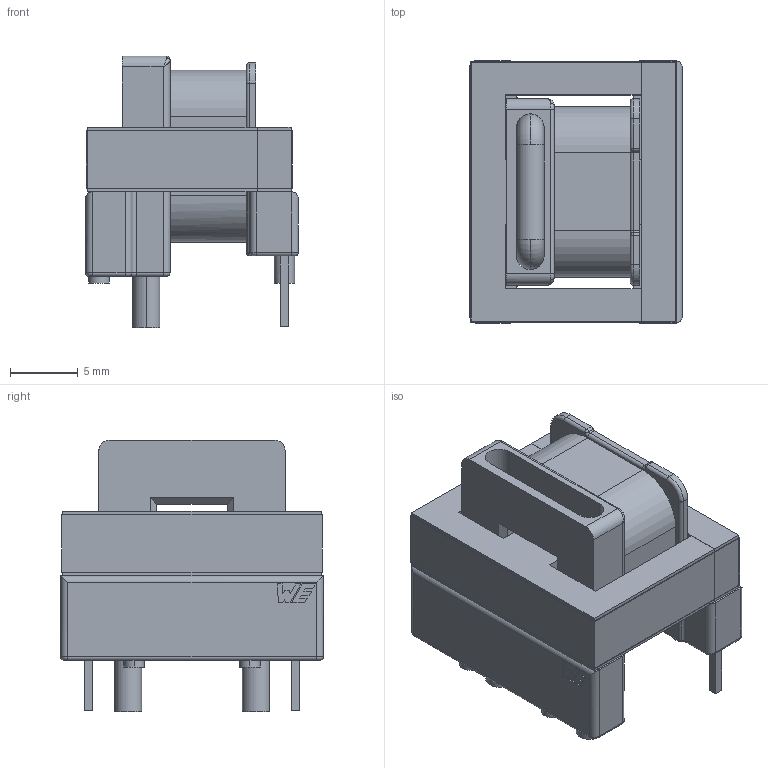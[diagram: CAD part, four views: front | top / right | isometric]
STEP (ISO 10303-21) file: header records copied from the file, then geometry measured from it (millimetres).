
FILE_DESCRIPTION(/* description */ ('Unknown'),/* implementation_level */ '2;1');
FILE_NAME(/* name */ 'T_Wurth_WE-CSTLF-EI187',/* time_stamp */ '2025-04-24T14:43:56+08:00',/* author */ ('Unknown'),/* organization */ ('Unknown'),/* preprocessor_version */ 'ST-DEVELOPER v19.4',/* originating_system */ 'Solid Edge',/* authorisation */ 'Unknown');
FILE_SCHEMA (('AUTOMOTIVE_DESIGN {1 0 10303 214 3 1 1}'));
Length unit declared in the file: millimetre
Products named in the file (2): T_Wurth_WE-CSTLF-EI187
Assembly tree (1 placements, depth 2):
  T_Wurth_WE-CSTLF-EI187
    T_Wurth_WE-CSTLF-EI187
Bounding box: 15.63 x 19.3 x 20 mm (x, y, z)
Volume: 2987.5 mm3; surface area: 3807.2 mm2
Topology: 5 solids, 5 shells, 265 faces, 657 edges, 404 vertices
Faces by surface type: plane 125, cylinder 90, torus 28, bspline 19, sphere 3
Entity records: 10543 total; most frequent: CARTESIAN_POINT 2788, ORIENTED_EDGE 1314, DIRECTION 1220, EDGE_CURVE 657, AXIS2_PLACEMENT_3D 408, VERTEX_POINT 404, LINE 404, VECTOR 404
